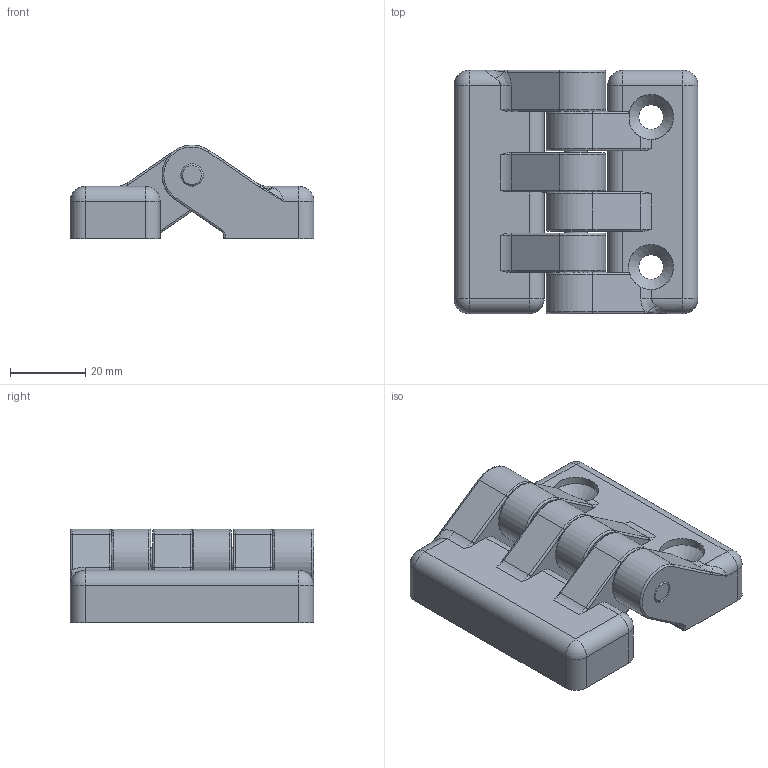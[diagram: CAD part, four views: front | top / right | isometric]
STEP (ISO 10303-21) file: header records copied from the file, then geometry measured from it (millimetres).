
FILE_DESCRIPTION(/* description */ ('File step'),/* implementation_level */ '2;1');
FILE_NAME(/* name */ '6388345',/* time_stamp */ '2022-02-21T09:40:44+01:00',/* author */ ('Zorzan D.'),/* organization */ ('Gamm Srl.'),/* preprocessor_version */ 'ST-DEVELOPER v16.7',/* originating_system */ 'Solid Edge',/* authorisation */ 'Unknown');
FILE_SCHEMA (('CONFIG_CONTROL_DESIGN'));
Length unit declared in the file: millimetre
Products named in the file (1): Parte6
Bounding box: 65 x 64.9 x 24.98 mm (x, y, z)
Volume: 43490.8 mm3; surface area: 23603.8 mm2
Topology: 1 solids, 1 shells, 235 faces, 622 edges, 381 vertices
Faces by surface type: plane 91, cylinder 90, torus 32, cone 8, bspline 8, sphere 6
Full cylindrical faces by diameter (mm): 4.917 x2, 6 x4, 6.5 x2, 12 x2, 14.5 x4
Entity records: 8731 total; most frequent: CARTESIAN_POINT 1392, DIRECTION 1235, ORIENTED_EDGE 1152, EDGE_CURVE 576, AXIS2_PLACEMENT_3D 467, VERTEX_POINT 367, LINE 301, VECTOR 301
